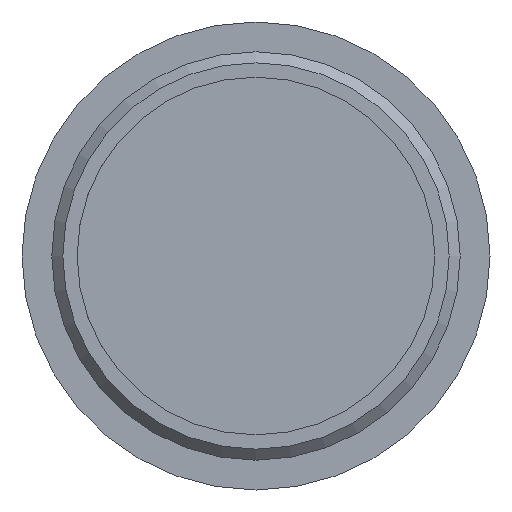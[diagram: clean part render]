
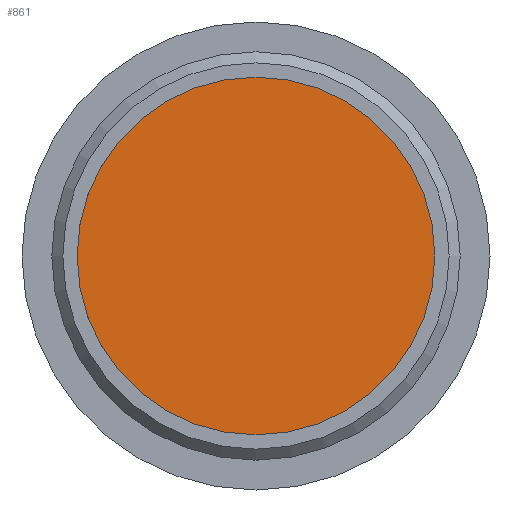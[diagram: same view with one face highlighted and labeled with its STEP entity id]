
A CAD part, front view. The second image highlights one B-rep face of the part: STEP entity #861.
In plain terms, the highlighted planar face has unit normal (0, -1, 0).
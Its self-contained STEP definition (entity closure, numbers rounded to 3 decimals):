
#560 = PLANE ( 'NONE',  #3666 ) ;
#861 = ADVANCED_FACE ( 'NONE', ( #5670 ), #560, .T. ) ;
#2627 = EDGE_CURVE ( 'NONE', #12465, #12465, #11636, .T. ) ;
#2641 = CARTESIAN_POINT ( 'NONE',  ( 0., 30., 0. ) ) ;
#2646 = ORIENTED_EDGE ( 'NONE', *, *, #2627, .T. ) ;
#3635 = CARTESIAN_POINT ( 'NONE',  ( 0., 30., -16.2 ) ) ;
#3666 = AXIS2_PLACEMENT_3D ( 'NONE', #2641, #11414, #10471 ) ;
#3723 = CARTESIAN_POINT ( 'NONE',  ( 0., 30., 0. ) ) ;
#5596 = DIRECTION ( 'NONE',  ( 0., 0., -1. ) ) ;
#5670 = FACE_OUTER_BOUND ( 'NONE', #12020, .T. ) ;
#6626 = DIRECTION ( 'NONE',  ( 0., -1., 0. ) ) ;
#9770 = AXIS2_PLACEMENT_3D ( 'NONE', #3723, #6626, #5596 ) ;
#10471 = DIRECTION ( 'NONE',  ( 0., 0., -1. ) ) ;
#11414 = DIRECTION ( 'NONE',  ( 0., -1., 0. ) ) ;
#11636 = CIRCLE ( 'NONE', #9770, 16.2 ) ;
#12020 = EDGE_LOOP ( 'NONE', ( #2646 ) ) ;
#12465 = VERTEX_POINT ( 'NONE', #3635 ) ;
